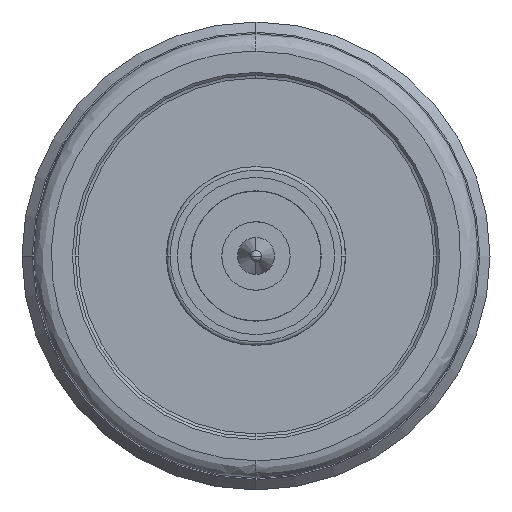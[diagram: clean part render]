
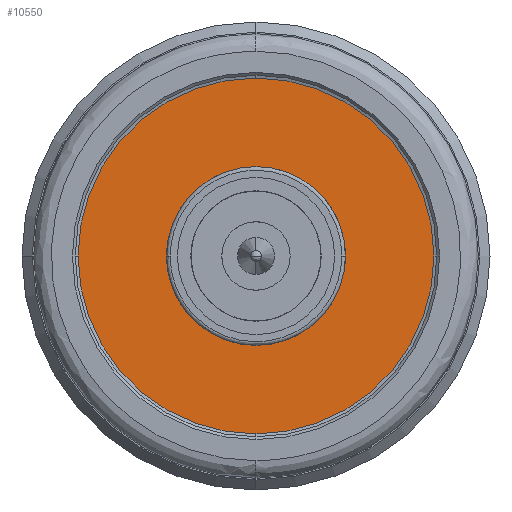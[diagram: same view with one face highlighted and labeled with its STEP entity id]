
A CAD part, left-side view. The second image highlights one B-rep face of the part: STEP entity #10550.
In plain terms, the highlighted planar face has unit normal (-1, 0, 0).
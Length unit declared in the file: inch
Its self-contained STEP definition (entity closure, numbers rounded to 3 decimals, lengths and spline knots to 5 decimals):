
#181 = EDGE_CURVE ( 'NONE', #8658, #2430, #1608, .T. ) ;
#283 = CARTESIAN_POINT ( 'NONE',  ( -0.0625, 0.157, 0. ) ) ;
#433 = CARTESIAN_POINT ( 'NONE',  ( -0.0625, 0., 0. ) ) ;
#544 = DIRECTION ( 'NONE',  ( 1., 0., 0. ) ) ;
#803 = AXIS2_PLACEMENT_3D ( 'NONE', #5876, #3999, #3279 ) ;
#815 = ORIENTED_EDGE ( 'NONE', *, *, #9147, .T. ) ;
#1083 = CARTESIAN_POINT ( 'NONE',  ( -0.0625, 0.3125, 0. ) ) ;
#1126 = CARTESIAN_POINT ( 'NONE',  ( -0.0625, 0., 0. ) ) ;
#1134 = ORIENTED_EDGE ( 'NONE', *, *, #4638, .T. ) ;
#1483 = FACE_BOUND ( 'NONE', #2452, .T. ) ;
#1608 = CIRCLE ( 'NONE', #8390, 0.157 ) ;
#1774 = AXIS2_PLACEMENT_3D ( 'NONE', #3218, #3036, #2298 ) ;
#2097 = EDGE_CURVE ( 'NONE', #2430, #11602, #3722, .T. ) ;
#2158 = EDGE_CURVE ( 'NONE', #8752, #8152, #3144, .T. ) ;
#2298 = DIRECTION ( 'NONE',  ( 0., 1., 0. ) ) ;
#2430 = VERTEX_POINT ( 'NONE', #12008 ) ;
#2452 = EDGE_LOOP ( 'NONE', ( #6176, #8478, #815 ) ) ;
#2590 = CARTESIAN_POINT ( 'NONE',  ( -0.0625, 0., 0. ) ) ;
#3036 = DIRECTION ( 'NONE',  ( -1., 0., 0. ) ) ;
#3144 = CIRCLE ( 'NONE', #1774, 0.3125 ) ;
#3218 = CARTESIAN_POINT ( 'NONE',  ( -0.0625, 0., 0. ) ) ;
#3255 = DIRECTION ( 'NONE',  ( 0., 1., 0. ) ) ;
#3279 = DIRECTION ( 'NONE',  ( 0., 1., 0. ) ) ;
#3321 = PLANE ( 'NONE',  #8300 ) ;
#3722 = CIRCLE ( 'NONE', #803, 0.157 ) ;
#3999 = DIRECTION ( 'NONE',  ( 1., 0., 0. ) ) ;
#4510 = CIRCLE ( 'NONE', #9548, 0.3125 ) ;
#4638 = EDGE_CURVE ( 'NONE', #10002, #8752, #4510, .T. ) ;
#4921 = AXIS2_PLACEMENT_3D ( 'NONE', #1126, #8373, #10139 ) ;
#5876 = CARTESIAN_POINT ( 'NONE',  ( -0.0625, 0., 0. ) ) ;
#6052 = DIRECTION ( 'NONE',  ( 0., -1., 0. ) ) ;
#6176 = ORIENTED_EDGE ( 'NONE', *, *, #181, .T. ) ;
#6211 = CARTESIAN_POINT ( 'NONE',  ( -0.0625, 0., 0. ) ) ;
#6301 = AXIS2_PLACEMENT_3D ( 'NONE', #433, #7921, #3255 ) ;
#6496 = ORIENTED_EDGE ( 'NONE', *, *, #9822, .T. ) ;
#6658 = CIRCLE ( 'NONE', #4921, 0.3125 ) ;
#7110 = DIRECTION ( 'NONE',  ( 0., 1., 0. ) ) ;
#7194 = FACE_OUTER_BOUND ( 'NONE', #10608, .T. ) ;
#7262 = CIRCLE ( 'NONE', #6301, 0.157 ) ;
#7921 = DIRECTION ( 'NONE',  ( 1., 0., 0. ) ) ;
#8152 = VERTEX_POINT ( 'NONE', #1083 ) ;
#8300 = AXIS2_PLACEMENT_3D ( 'NONE', #2590, #10723, #6052 ) ;
#8373 = DIRECTION ( 'NONE',  ( -1., 0., 0. ) ) ;
#8390 = AXIS2_PLACEMENT_3D ( 'NONE', #9535, #544, #9596 ) ;
#8478 = ORIENTED_EDGE ( 'NONE', *, *, #2097, .T. ) ;
#8658 = VERTEX_POINT ( 'NONE', #10306 ) ;
#8752 = VERTEX_POINT ( 'NONE', #9704 ) ;
#9047 = CARTESIAN_POINT ( 'NONE',  ( -0.0625, 0., -0.3125 ) ) ;
#9147 = EDGE_CURVE ( 'NONE', #11602, #8658, #7262, .T. ) ;
#9340 = ORIENTED_EDGE ( 'NONE', *, *, #2158, .T. ) ;
#9535 = CARTESIAN_POINT ( 'NONE',  ( -0.0625, 0., 0. ) ) ;
#9548 = AXIS2_PLACEMENT_3D ( 'NONE', #6211, #11731, #7110 ) ;
#9596 = DIRECTION ( 'NONE',  ( 0., 1., 0. ) ) ;
#9704 = CARTESIAN_POINT ( 'NONE',  ( -0.0625, 0., 0.3125 ) ) ;
#9822 = EDGE_CURVE ( 'NONE', #8152, #10002, #6658, .T. ) ;
#10002 = VERTEX_POINT ( 'NONE', #9047 ) ;
#10139 = DIRECTION ( 'NONE',  ( 0., 1., 0. ) ) ;
#10306 = CARTESIAN_POINT ( 'NONE',  ( -0.0625, 0., 0.157 ) ) ;
#10550 = ADVANCED_FACE ( 'NONE', ( #1483, #7194 ), #3321, .T. ) ;
#10608 = EDGE_LOOP ( 'NONE', ( #1134, #9340, #6496 ) ) ;
#10723 = DIRECTION ( 'NONE',  ( -1., 0., 0. ) ) ;
#11602 = VERTEX_POINT ( 'NONE', #283 ) ;
#11731 = DIRECTION ( 'NONE',  ( -1., 0., 0. ) ) ;
#12008 = CARTESIAN_POINT ( 'NONE',  ( -0.0625, 0., -0.157 ) ) ;
